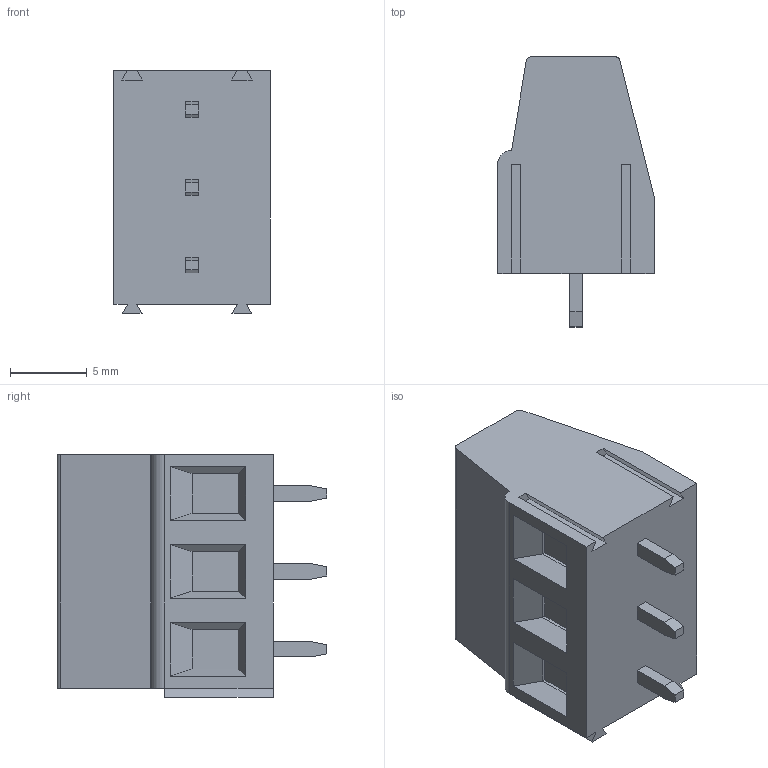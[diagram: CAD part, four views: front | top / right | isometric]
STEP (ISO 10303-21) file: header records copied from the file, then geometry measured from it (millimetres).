
FILE_DESCRIPTION (( 'STEP AP214' ), '1' );
FILE_NAME ('CUI_DEVICES_TB004-508-03BE.step', '2021-01-15T00:34:00', ( '' ), ( '' ), 'SwSTEP 2.0', 'SolidWorks 2020', '' );
FILE_SCHEMA (( 'AUTOMOTIVE_DESIGN' ));
Length unit declared in the file: millimetre
Products named in the file (2): TB004-508-03P_Blue - S; CUI_DEVICES_TB004-508-03BE
Assembly tree (1 placements, depth 2):
  CUI_DEVICES_TB004-508-03BE
    TB004-508-03P_Blue - S
Bounding box: 10.2 x 17.6 x 15.84 mm (x, y, z)
Volume: 1795.6 mm3; surface area: 1232.4 mm2
Topology: 1 solids, 1 shells, 123 faces, 303 edges, 191 vertices
Faces by surface type: plane 87, torus 15, cone 12, cylinder 9
Entity records: 4452 total; most frequent: CARTESIAN_POINT 849, ORIENTED_EDGE 606, DIRECTION 599, EDGE_CURVE 303, LINE 213, VECTOR 213, AXIS2_PLACEMENT_3D 193, VERTEX_POINT 191
